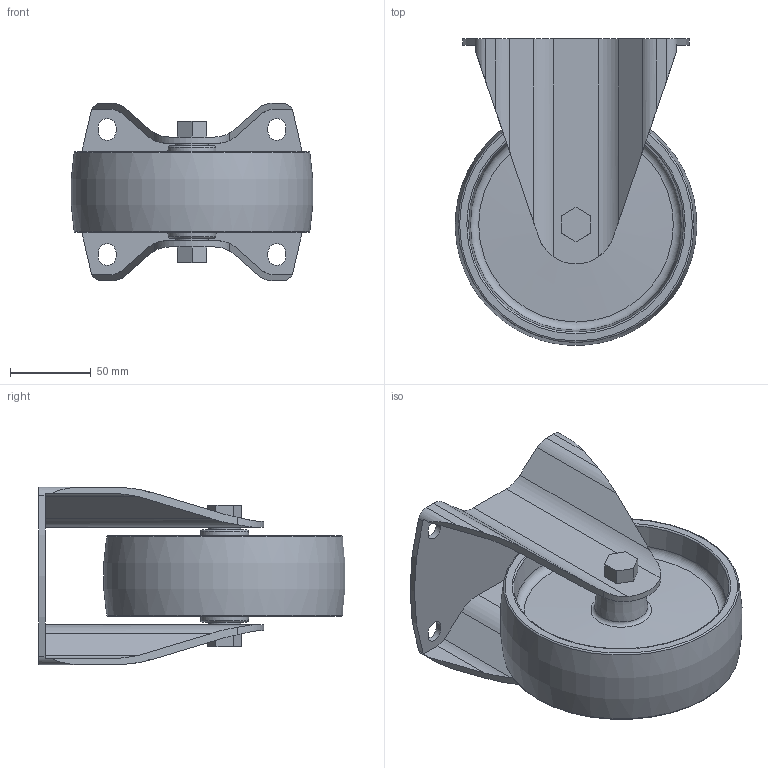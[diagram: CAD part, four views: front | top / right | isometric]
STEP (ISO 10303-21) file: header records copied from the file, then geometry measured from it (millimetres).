
FILE_DESCRIPTION(/* description */ ('STEP AP203'),/* implementation_level */ '2;1');
FILE_NAME(/* name */ 'K1770.1505010',/* time_stamp */ '2025-06-24T16:16:29+02:00',/* author */ ('License CC BY-ND 4.0'),/* organization */ ('CADENAS'),/* preprocessor_version */ 'ST-DEVELOPER v19.3',/* originating_system */ 'PARTsolutions',/* authorisation */ ' ');
FILE_SCHEMA (('CONFIG_CONTROL_DESIGN','INTEGRATED_CNC_SCHEMA'));
Length unit declared in the file: millimetre
Products named in the file (1): K1770.1505010
Bounding box: 149.49 x 189.64 x 110 mm (x, y, z)
Volume: 532474.3 mm3; surface area: 148741.5 mm2
Topology: 1 solids, 1 shells, 103 faces, 273 edges, 178 vertices
Faces by surface type: plane 52, cylinder 34, torus 11, cone 6
Full cylindrical faces by diameter (mm): 20 x2
Entity records: 3166 total; most frequent: CARTESIAN_POINT 574, DIRECTION 544, ORIENTED_EDGE 504, EDGE_CURVE 252, AXIS2_PLACEMENT_3D 196, VERTEX_POINT 176, LINE 152, VECTOR 152
